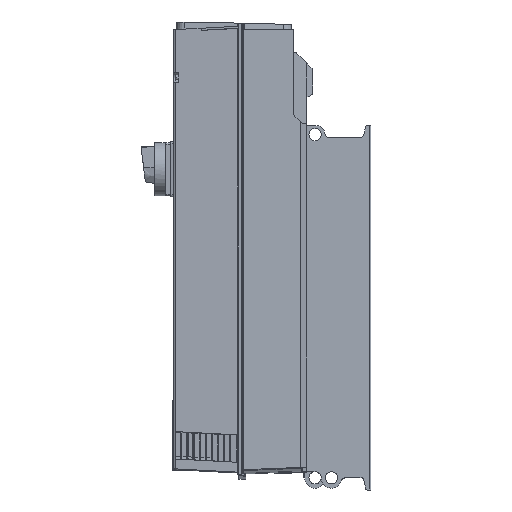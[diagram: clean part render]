
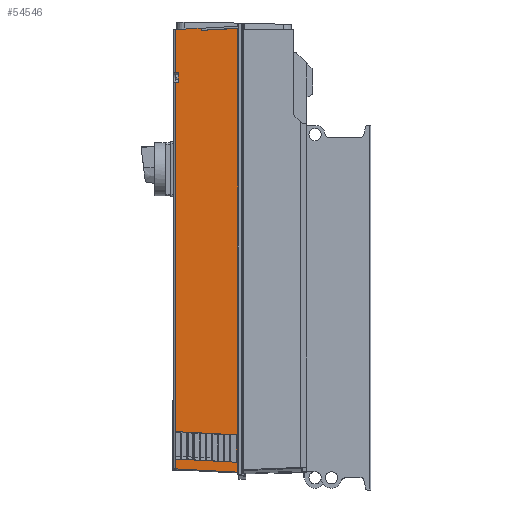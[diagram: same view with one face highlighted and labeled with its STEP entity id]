
A CAD part, left-side view. The second image highlights one B-rep face of the part: STEP entity #54546.
In plain terms, the highlighted planar face has unit normal (-1, 0.018, 0).
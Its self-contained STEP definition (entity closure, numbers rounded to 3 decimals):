
#1147=DIRECTION('',(0.,0.,1.));
#1148=VECTOR('',#1147,28.722);
#1149=CARTESIAN_POINT('',(-4.524,4.396,
-22.464));
#1150=LINE('',#1149,#1148);
#13785=DIRECTION('',(0.017,0.998,-0.052));
#13786=VECTOR('',#13785,1.677);
#13787=CARTESIAN_POINT('',(-4.483,6.772,
6.304));
#13788=LINE('',#13787,#13786);
#13937=DIRECTION('',(0.,0.,1.));
#13938=VECTOR('',#13937,0.138);
#13939=CARTESIAN_POINT('',(-4.483,6.772,
6.166));
#13940=LINE('',#13939,#13938);
#13941=DIRECTION('',(0.017,0.998,0.052));
#13942=VECTOR('',#13941,4.057);
#13943=CARTESIAN_POINT('',(-4.524,4.396,
-22.464));
#13944=LINE('',#13943,#13942);
#13945=DIRECTION('',(0.,0.,1.));
#13946=VECTOR('',#13945,0.627);
#13947=CARTESIAN_POINT('',(-4.457,8.248,
2.797));
#13948=LINE('',#13947,#13946);
#13949=DIRECTION('',(0.017,1.,0.));
#13950=VECTOR('',#13949,0.199);
#13951=CARTESIAN_POINT('',(-4.457,8.248,
3.424));
#13952=LINE('',#13951,#13950);
#13953=DIRECTION('',(-0.017,-0.998,0.052));
#13954=VECTOR('',#13953,2.346);
#13955=CARTESIAN_POINT('',(-4.483,6.772,
6.166));
#13956=LINE('',#13955,#13954);
#13957=CARTESIAN_POINT('',(-4.523,4.429,
6.289));
#13958=CARTESIAN_POINT('',(-4.524,4.424,
6.289));
#13959=CARTESIAN_POINT('',(-4.524,4.415,
6.287));
#13960=CARTESIAN_POINT('',(-4.524,4.405,
6.281));
#13961=CARTESIAN_POINT('',(-4.524,4.398,
6.272));
#13962=CARTESIAN_POINT('',(-4.524,4.396,
6.264));
#13963=CARTESIAN_POINT('',(-4.524,4.396,
6.258));
#13965=DIRECTION('',(0.,0.,1.));
#13966=VECTOR('',#13965,1.779);
#13967=CARTESIAN_POINT('',(-4.522,4.508,
-21.821));
#13968=LINE('',#13967,#13966);
#13969=DIRECTION('',(0.017,0.998,0.052));
#13970=VECTOR('',#13969,3.936);
#13971=CARTESIAN_POINT('',(-4.522,4.508,
-20.042));
#13972=LINE('',#13971,#13970);
#13973=DIRECTION('',(-0.017,-0.998,-0.052));
#13974=VECTOR('',#13973,3.927);
#13975=CARTESIAN_POINT('',(-4.454,8.428,
-21.616));
#13976=LINE('',#13975,#13974);
#14903=DIRECTION('',(0.,0.,-1.));
#14904=VECTOR('',#14903,25.048);
#14905=CARTESIAN_POINT('',(-4.453,8.447,
2.797));
#14906=LINE('',#14905,#14904);
#14907=DIRECTION('',(0.017,1.,0.));
#14908=VECTOR('',#14907,0.199);
#14909=CARTESIAN_POINT('',(-4.457,8.248,
2.797));
#14910=LINE('',#14909,#14908);
#14989=DIRECTION('',(0.,0.,-1.));
#14990=VECTOR('',#14989,2.792);
#14991=CARTESIAN_POINT('',(-4.453,8.447,
6.216));
#14992=LINE('',#14991,#14990);
#24616=DIRECTION('',(0.,0.006,1.));
#24617=VECTOR('',#24616,1.78);
#24618=CARTESIAN_POINT('',(-4.454,8.428,
-21.616));
#24619=LINE('',#24618,#24617);
#30900=CARTESIAN_POINT('',(-4.524,4.396,
-22.464));
#30901=VERTEX_POINT('',#30900);
#30902=CARTESIAN_POINT('',(-4.524,4.396,
6.258));
#30903=VERTEX_POINT('',#30902);
#30968=CARTESIAN_POINT('',(-4.453,8.447,
-22.251));
#30969=VERTEX_POINT('',#30968);
#30970=CARTESIAN_POINT('',(-4.453,8.447,
2.797));
#30971=VERTEX_POINT('',#30970);
#30972=CARTESIAN_POINT('',(-4.457,8.248,
2.797));
#30973=VERTEX_POINT('',#30972);
#30974=CARTESIAN_POINT('',(-4.457,8.248,
3.424));
#30975=VERTEX_POINT('',#30974);
#30976=CARTESIAN_POINT('',(-4.453,8.447,
3.424));
#30977=VERTEX_POINT('',#30976);
#30978=CARTESIAN_POINT('',(-4.453,8.447,
6.216));
#30979=VERTEX_POINT('',#30978);
#30980=CARTESIAN_POINT('',(-4.483,6.772,
6.304));
#30981=VERTEX_POINT('',#30980);
#30982=CARTESIAN_POINT('',(-4.483,6.772,
6.166));
#30983=VERTEX_POINT('',#30982);
#30984=CARTESIAN_POINT('',(-4.523,4.429,
6.289));
#30985=VERTEX_POINT('',#30984);
#30986=CARTESIAN_POINT('',(-4.522,4.508,
-21.821));
#30987=CARTESIAN_POINT('',(-4.522,4.508,
-20.042));
#30988=VERTEX_POINT('',#30986);
#30989=VERTEX_POINT('',#30987);
#30990=CARTESIAN_POINT('',(-4.453,8.438,
-19.836));
#30991=VERTEX_POINT('',#30990);
#30992=CARTESIAN_POINT('',(-4.454,8.428,
-21.616));
#30993=VERTEX_POINT('',#30992);
#54511=CARTESIAN_POINT('',(-4.528,4.193,
-22.579));
#54512=DIRECTION('',(-1.,0.017,0.));
#54513=DIRECTION('',(0.,0.,-1.));
#54514=AXIS2_PLACEMENT_3D('',#54511,#54512,#54513);
#54515=PLANE('',#54514);
#54517=ORIENTED_EDGE('',*,*,#54516,.T.);
#54519=ORIENTED_EDGE('',*,*,#54518,.F.);
#54521=ORIENTED_EDGE('',*,*,#54520,.F.);
#54523=ORIENTED_EDGE('',*,*,#54522,.T.);
#54525=ORIENTED_EDGE('',*,*,#54524,.T.);
#54527=ORIENTED_EDGE('',*,*,#54526,.F.);
#54528=ORIENTED_EDGE('',*,*,#54338,.F.);
#54529=ORIENTED_EDGE('',*,*,#54478,.F.);
#54531=ORIENTED_EDGE('',*,*,#54530,.T.);
#54532=ORIENTED_EDGE('',*,*,#54495,.T.);
#54533=ORIENTED_EDGE('',*,*,#33147,.F.);
#54534=EDGE_LOOP('',(#54517,#54519,#54521,#54523,#54525,#54527,#54528,#54529,
#54531,#54532,#54533));
#54535=FACE_OUTER_BOUND('',#54534,.F.);
#54537=ORIENTED_EDGE('',*,*,#54536,.T.);
#54539=ORIENTED_EDGE('',*,*,#54538,.T.);
#54541=ORIENTED_EDGE('',*,*,#54540,.F.);
#54543=ORIENTED_EDGE('',*,*,#54542,.T.);
#54544=EDGE_LOOP('',(#54537,#54539,#54541,#54543));
#54545=FACE_BOUND('',#54544,.F.);
#13964=B_SPLINE_CURVE_WITH_KNOTS('',3,(#13957,#13958,#13959,#13960,#13961,
#13962,#13963),.UNSPECIFIED.,.F.,.F.,(4,1,1,1,4),(0.,0.25,0.5,0.75,
1.),.UNSPECIFIED.);
#33147=EDGE_CURVE('',#30901,#30903,#1150,.T.);
#54338=EDGE_CURVE('',#30981,#30979,#13788,.T.);
#54478=EDGE_CURVE('',#30983,#30981,#13940,.T.);
#54495=EDGE_CURVE('',#30985,#30903,#13964,.T.);
#54516=EDGE_CURVE('',#30901,#30969,#13944,.T.);
#54518=EDGE_CURVE('',#30971,#30969,#14906,.T.);
#54520=EDGE_CURVE('',#30973,#30971,#14910,.T.);
#54522=EDGE_CURVE('',#30973,#30975,#13948,.T.);
#54524=EDGE_CURVE('',#30975,#30977,#13952,.T.);
#54526=EDGE_CURVE('',#30979,#30977,#14992,.T.);
#54530=EDGE_CURVE('',#30983,#30985,#13956,.T.);
#54536=EDGE_CURVE('',#30988,#30989,#13968,.T.);
#54538=EDGE_CURVE('',#30989,#30991,#13972,.T.);
#54540=EDGE_CURVE('',#30993,#30991,#24619,.T.);
#54542=EDGE_CURVE('',#30993,#30988,#13976,.T.);
#54546=ADVANCED_FACE('',(#54535,#54545),#54515,.T.);
